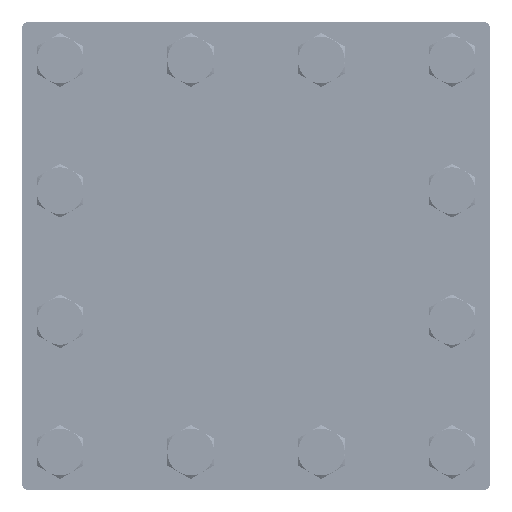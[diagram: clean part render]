
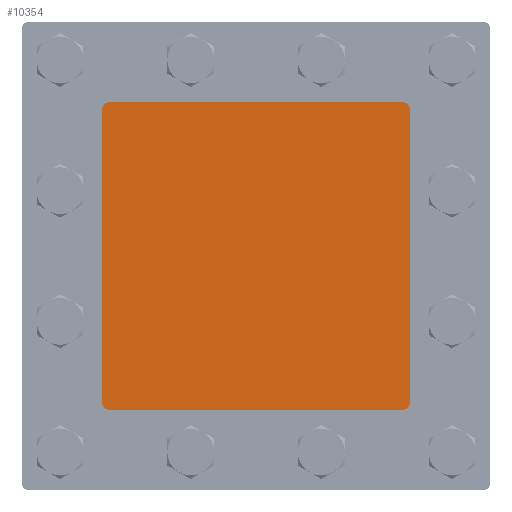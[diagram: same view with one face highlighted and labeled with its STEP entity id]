
A CAD part, front view. The second image highlights one B-rep face of the part: STEP entity #10354.
In plain terms, the highlighted planar face has unit normal (0, -1, 0).
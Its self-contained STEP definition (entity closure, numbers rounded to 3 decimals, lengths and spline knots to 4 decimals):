
#1003=PLANE('',#11300);
#1303=LINE('',#15016,#2034);
#1304=LINE('',#15020,#2035);
#1305=LINE('',#15024,#2036);
#1306=LINE('',#15027,#2037);
#2034=VECTOR('',#12406,0.3937);
#2035=VECTOR('',#12409,0.3937);
#2036=VECTOR('',#12412,0.3937);
#2037=VECTOR('',#12415,0.3937);
#2914=FACE_OUTER_BOUND('',#3552,.T.);
#3552=EDGE_LOOP('',(#7375,#7376,#7377,#7378,#7379,#7380,#7381,#7382));
#4314=CIRCLE('',#11298,0.0625);
#4316=CIRCLE('',#11301,0.0625);
#4317=CIRCLE('',#11302,0.0625);
#4318=CIRCLE('',#11303,0.0625);
#4678=VERTEX_POINT('',#15006);
#4679=VERTEX_POINT('',#15007);
#4682=VERTEX_POINT('',#15015);
#4683=VERTEX_POINT('',#15017);
#4684=VERTEX_POINT('',#15019);
#4685=VERTEX_POINT('',#15021);
#4686=VERTEX_POINT('',#15023);
#4687=VERTEX_POINT('',#15025);
#5721=EDGE_CURVE('',#4678,#4679,#4314,.T.);
#5725=EDGE_CURVE('',#4682,#4678,#1303,.T.);
#5726=EDGE_CURVE('',#4683,#4682,#4316,.T.);
#5727=EDGE_CURVE('',#4684,#4683,#1304,.T.);
#5728=EDGE_CURVE('',#4685,#4684,#4317,.T.);
#5729=EDGE_CURVE('',#4686,#4685,#1305,.T.);
#5730=EDGE_CURVE('',#4687,#4686,#4318,.T.);
#5731=EDGE_CURVE('',#4679,#4687,#1306,.T.);
#7375=ORIENTED_EDGE('',*,*,#5721,.F.);
#7376=ORIENTED_EDGE('',*,*,#5725,.F.);
#7377=ORIENTED_EDGE('',*,*,#5726,.F.);
#7378=ORIENTED_EDGE('',*,*,#5727,.F.);
#7379=ORIENTED_EDGE('',*,*,#5728,.F.);
#7380=ORIENTED_EDGE('',*,*,#5729,.F.);
#7381=ORIENTED_EDGE('',*,*,#5730,.F.);
#7382=ORIENTED_EDGE('',*,*,#5731,.F.);
#10354=ADVANCED_FACE('',(#2914),#1003,.T.);
#11298=AXIS2_PLACEMENT_3D('',#15008,#12398,#12399);
#11300=AXIS2_PLACEMENT_3D('',#15014,#12404,#12405);
#11301=AXIS2_PLACEMENT_3D('',#15018,#12407,#12408);
#11302=AXIS2_PLACEMENT_3D('',#15022,#12410,#12411);
#11303=AXIS2_PLACEMENT_3D('',#15026,#12413,#12414);
#12398=DIRECTION('center_axis',(0.,1.,0.));
#12399=DIRECTION('ref_axis',(0.707,0.,-0.707));
#12404=DIRECTION('center_axis',(0.,-1.,0.));
#12405=DIRECTION('ref_axis',(0.,0.,-1.));
#12406=DIRECTION('',(0.,0.,-1.));
#12407=DIRECTION('center_axis',(0.,1.,0.));
#12408=DIRECTION('ref_axis',(0.707,0.,0.707));
#12409=DIRECTION('',(1.,0.,0.));
#12410=DIRECTION('center_axis',(0.,1.,0.));
#12411=DIRECTION('ref_axis',(-0.707,0.,0.707));
#12412=DIRECTION('',(0.,0.,1.));
#12413=DIRECTION('center_axis',(0.,1.,0.));
#12414=DIRECTION('ref_axis',(-0.707,0.,-0.707));
#12415=DIRECTION('',(-1.,0.,0.));
#15006=CARTESIAN_POINT('',(3.6877,0.,-3.625));
#15007=CARTESIAN_POINT('',(3.6252,0.,-3.6875));
#15008=CARTESIAN_POINT('Origin',(3.6252,0.,-3.625));
#15014=CARTESIAN_POINT('Origin',(2.047,0.,-2.047));
#15015=CARTESIAN_POINT('',(3.6877,0.,-0.4688));
#15016=CARTESIAN_POINT('',(3.6877,0.,-0.4063));
#15017=CARTESIAN_POINT('',(3.6252,0.,-0.4063));
#15018=CARTESIAN_POINT('Origin',(3.6252,0.,-0.4688));
#15019=CARTESIAN_POINT('',(0.4688,0.,-0.4063));
#15020=CARTESIAN_POINT('',(0.4063,0.,-0.4063));
#15021=CARTESIAN_POINT('',(0.4063,0.,-0.4688));
#15022=CARTESIAN_POINT('Origin',(0.4688,0.,-0.4688));
#15023=CARTESIAN_POINT('',(0.4063,0.,-3.625));
#15024=CARTESIAN_POINT('',(0.4063,0.,-3.6875));
#15025=CARTESIAN_POINT('',(0.4688,0.,-3.6875));
#15026=CARTESIAN_POINT('Origin',(0.4688,0.,-3.625));
#15027=CARTESIAN_POINT('',(3.6877,0.,-3.6875));
